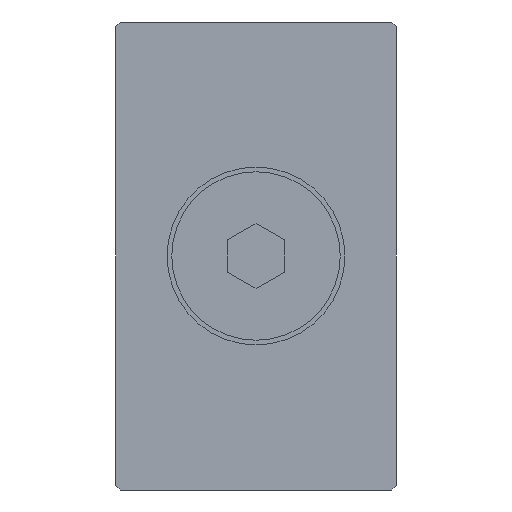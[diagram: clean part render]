
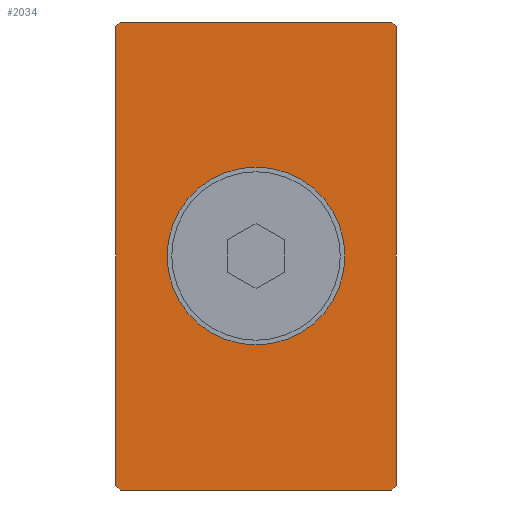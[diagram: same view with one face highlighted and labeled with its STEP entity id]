
A CAD part, front view. The second image highlights one B-rep face of the part: STEP entity #2034.
In plain terms, the highlighted planar face has unit normal (0, -1, 0).
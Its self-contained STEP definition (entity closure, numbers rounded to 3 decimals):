
#30=LINE('',#3062,#215);
#34=LINE('',#3075,#219);
#37=LINE('',#3081,#222);
#56=LINE('',#3135,#241);
#59=LINE('',#3141,#244);
#62=LINE('',#3151,#247);
#65=LINE('',#3157,#250);
#75=LINE('',#3183,#260);
#215=VECTOR('',#2424,1000.);
#219=VECTOR('',#2434,1000.);
#222=VECTOR('',#2439,1000.);
#241=VECTOR('',#2476,1000.);
#244=VECTOR('',#2481,1000.);
#247=VECTOR('',#2490,1000.);
#250=VECTOR('',#2495,1000.);
#260=VECTOR('',#2513,1000.);
#410=PLANE('',#2216);
#534=CIRCLE('',#2217,9.5);
#688=ORIENTED_EDGE('',*,*,#1233,.F.);
#689=ORIENTED_EDGE('',*,*,#1171,.F.);
#690=ORIENTED_EDGE('',*,*,#1231,.F.);
#691=ORIENTED_EDGE('',*,*,#1218,.F.);
#692=ORIENTED_EDGE('',*,*,#1215,.F.);
#693=ORIENTED_EDGE('',*,*,#1210,.F.);
#694=ORIENTED_EDGE('',*,*,#1207,.F.);
#695=ORIENTED_EDGE('',*,*,#1180,.F.);
#696=ORIENTED_EDGE('',*,*,#1177,.F.);
#1171=EDGE_CURVE('',#1448,#1449,#30,.T.);
#1177=EDGE_CURVE('',#1449,#1454,#34,.T.);
#1180=EDGE_CURVE('',#1454,#1456,#37,.T.);
#1207=EDGE_CURVE('',#1456,#1482,#56,.T.);
#1210=EDGE_CURVE('',#1482,#1484,#59,.T.);
#1215=EDGE_CURVE('',#1484,#1488,#62,.T.);
#1218=EDGE_CURVE('',#1488,#1490,#65,.T.);
#1231=EDGE_CURVE('',#1490,#1448,#75,.T.);
#1233=EDGE_CURVE('',#1502,#1502,#534,.F.);
#1448=VERTEX_POINT('',#3063);
#1449=VERTEX_POINT('',#3064);
#1454=VERTEX_POINT('',#3076);
#1456=VERTEX_POINT('',#3082);
#1482=VERTEX_POINT('',#3136);
#1484=VERTEX_POINT('',#3142);
#1488=VERTEX_POINT('',#3152);
#1490=VERTEX_POINT('',#3158);
#1502=VERTEX_POINT('',#3188);
#1686=EDGE_LOOP('',(#688));
#1687=EDGE_LOOP('',(#689,#690,#691,#692,#693,#694,#695,#696));
#1857=FACE_BOUND('',#1686,.T.);
#1858=FACE_BOUND('',#1687,.T.);
#2034=ADVANCED_FACE('',(#1857,#1858),#410,.F.);
#2216=AXIS2_PLACEMENT_3D('',#3186,#2517,#2518);
#2217=AXIS2_PLACEMENT_3D('',#3187,#2519,#2520);
#2424=DIRECTION('',(-0.707,0.,0.707));
#2434=DIRECTION('',(0.,0.,1.));
#2439=DIRECTION('',(0.707,0.,0.707));
#2476=DIRECTION('',(1.,0.,0.));
#2481=DIRECTION('',(0.707,0.,-0.707));
#2490=DIRECTION('',(0.,0.,-1.));
#2495=DIRECTION('',(-0.707,0.,-0.707));
#2513=DIRECTION('',(-1.,0.,0.));
#2517=DIRECTION('',(0.,1.,0.));
#2518=DIRECTION('',(0.,0.,1.));
#2519=DIRECTION('',(0.,1.,0.));
#2520=DIRECTION('',(0.,0.,1.));
#3062=CARTESIAN_POINT('',(-14.5,0.,-25.));
#3063=CARTESIAN_POINT('',(-14.5,0.,-25.));
#3064=CARTESIAN_POINT('',(-15.,0.,-24.5));
#3075=CARTESIAN_POINT('',(-15.,0.,-24.5));
#3076=CARTESIAN_POINT('',(-15.,0.,24.5));
#3081=CARTESIAN_POINT('',(-15.,0.,24.5));
#3082=CARTESIAN_POINT('',(-14.5,0.,25.));
#3135=CARTESIAN_POINT('',(-14.5,0.,25.));
#3136=CARTESIAN_POINT('',(14.5,0.,25.));
#3141=CARTESIAN_POINT('',(14.5,0.,25.));
#3142=CARTESIAN_POINT('',(15.,0.,24.5));
#3151=CARTESIAN_POINT('',(15.,0.,24.5));
#3152=CARTESIAN_POINT('',(15.,0.,-24.5));
#3157=CARTESIAN_POINT('',(15.,0.,-24.5));
#3158=CARTESIAN_POINT('',(14.5,0.,-25.));
#3183=CARTESIAN_POINT('',(14.5,0.,-25.));
#3186=CARTESIAN_POINT('',(0.,0.,0.));
#3187=CARTESIAN_POINT('',(0.,0.,0.));
#3188=CARTESIAN_POINT('',(0.,0.,9.5));
